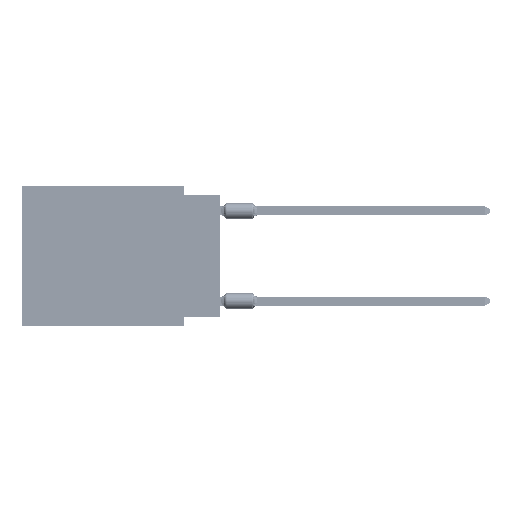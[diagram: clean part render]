
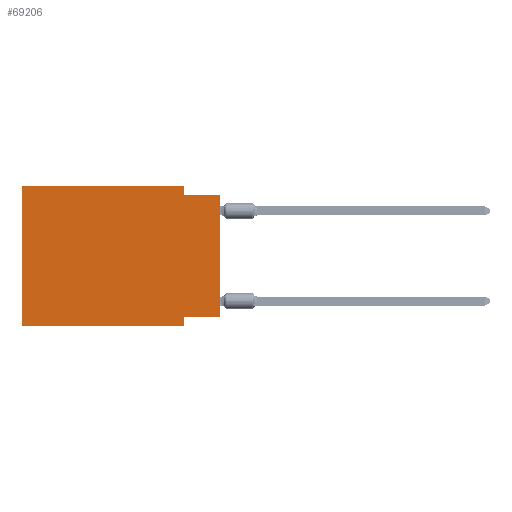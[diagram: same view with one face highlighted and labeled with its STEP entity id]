
A CAD part, left-side view. The second image highlights one B-rep face of the part: STEP entity #69206.
In plain terms, the highlighted planar face has unit normal (-1, 0, 0).
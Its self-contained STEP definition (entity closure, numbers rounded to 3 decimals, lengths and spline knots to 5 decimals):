
#904 = CARTESIAN_POINT ( 'NONE',  ( 0., 0.1, -0.025 ) ) ;
#2059 = EDGE_CURVE ( 'NONE', #84624, #82415, #67218, .T. ) ;
#6302 = CARTESIAN_POINT ( 'NONE',  ( 0., 0.55, -0.39 ) ) ;
#6952 = CARTESIAN_POINT ( 'NONE',  ( 0., 0.55, -0.39 ) ) ;
#7827 = LINE ( 'NONE', #28354, #86623 ) ;
#9435 = EDGE_CURVE ( 'NONE', #76035, #82415, #26802, .T. ) ;
#11547 = ORIENTED_EDGE ( 'NONE', *, *, #56734, .T. ) ;
#12920 = VECTOR ( 'NONE', #35980, 39.37008 ) ;
#17530 = CARTESIAN_POINT ( 'NONE',  ( 0., 0.55, 0. ) ) ;
#18202 = FACE_OUTER_BOUND ( 'NONE', #86255, .T. ) ;
#18409 = VERTEX_POINT ( 'NONE', #904 ) ;
#18588 = DIRECTION ( 'NONE',  ( 0., 1., 0. ) ) ;
#19524 = DIRECTION ( 'NONE',  ( 0., -1., 0. ) ) ;
#20222 = CARTESIAN_POINT ( 'NONE',  ( 0., 0.1, -0.39 ) ) ;
#21875 = CARTESIAN_POINT ( 'NONE',  ( 0., 0.1, 0. ) ) ;
#23932 = LINE ( 'NONE', #17530, #53627 ) ;
#24145 = DIRECTION ( 'NONE',  ( 0., 0., -1. ) ) ;
#25369 = AXIS2_PLACEMENT_3D ( 'NONE', #33244, #87917, #24145 ) ;
#26802 = LINE ( 'NONE', #6302, #52349 ) ;
#27518 = EDGE_CURVE ( 'NONE', #18409, #78985, #7827, .T. ) ;
#28354 = CARTESIAN_POINT ( 'NONE',  ( 0., 0., -0.025 ) ) ;
#29078 = CARTESIAN_POINT ( 'NONE',  ( 0., 0.1, -0.39 ) ) ;
#29151 = VECTOR ( 'NONE', #89484, 39.37008 ) ;
#29161 = CARTESIAN_POINT ( 'NONE',  ( 0., 0., -0.025 ) ) ;
#29180 = DIRECTION ( 'NONE',  ( 0., 0., -1. ) ) ;
#29219 = CARTESIAN_POINT ( 'NONE',  ( 0., 0., 0. ) ) ;
#33244 = CARTESIAN_POINT ( 'NONE',  ( 0., 0.55, 0. ) ) ;
#34653 = ORIENTED_EDGE ( 'NONE', *, *, #27518, .F. ) ;
#35980 = DIRECTION ( 'NONE',  ( 0., -1., 0. ) ) ;
#38484 = ORIENTED_EDGE ( 'NONE', *, *, #76501, .F. ) ;
#45147 = PLANE ( 'NONE',  #25369 ) ;
#47313 = ORIENTED_EDGE ( 'NONE', *, *, #2059, .F. ) ;
#48297 = EDGE_CURVE ( 'NONE', #66648, #84624, #53261, .T. ) ;
#49397 = VECTOR ( 'NONE', #29180, 39.37008 ) ;
#50561 = CARTESIAN_POINT ( 'NONE',  ( 0., 0.55, 0. ) ) ;
#52349 = VECTOR ( 'NONE', #19524, 39.37008 ) ;
#53261 = LINE ( 'NONE', #81020, #68826 ) ;
#53627 = VECTOR ( 'NONE', #88137, 39.37008 ) ;
#56107 = EDGE_CURVE ( 'NONE', #76035, #60526, #23932, .T. ) ;
#56734 = EDGE_CURVE ( 'NONE', #66648, #78985, #85246, .T. ) ;
#58422 = EDGE_CURVE ( 'NONE', #60526, #74315, #85156, .T. ) ;
#59321 = ORIENTED_EDGE ( 'NONE', *, *, #48297, .F. ) ;
#60526 = VERTEX_POINT ( 'NONE', #69556 ) ;
#62524 = CARTESIAN_POINT ( 'NONE',  ( 0., 0., -0.365 ) ) ;
#63838 = DIRECTION ( 'NONE',  ( 0., 0., 1. ) ) ;
#63886 = VECTOR ( 'NONE', #63838, 39.37008 ) ;
#66648 = VERTEX_POINT ( 'NONE', #62524 ) ;
#66889 = ORIENTED_EDGE ( 'NONE', *, *, #56107, .F. ) ;
#67218 = LINE ( 'NONE', #20222, #29151 ) ;
#68826 = VECTOR ( 'NONE', #18588, 39.37008 ) ;
#69206 = ADVANCED_FACE ( 'NONE', ( #18202 ), #45147, .F. ) ;
#69396 = CARTESIAN_POINT ( 'NONE',  ( 0., 0.1, -0.365 ) ) ;
#69556 = CARTESIAN_POINT ( 'NONE',  ( 0., 0.55, 0. ) ) ;
#70007 = CARTESIAN_POINT ( 'NONE',  ( 0., 0.1, 0. ) ) ;
#74315 = VERTEX_POINT ( 'NONE', #70007 ) ;
#76035 = VERTEX_POINT ( 'NONE', #6952 ) ;
#76129 = ORIENTED_EDGE ( 'NONE', *, *, #58422, .F. ) ;
#76501 = EDGE_CURVE ( 'NONE', #74315, #18409, #77928, .T. ) ;
#77928 = LINE ( 'NONE', #21875, #49397 ) ;
#78985 = VERTEX_POINT ( 'NONE', #29161 ) ;
#81020 = CARTESIAN_POINT ( 'NONE',  ( 0., 0., -0.365 ) ) ;
#82415 = VERTEX_POINT ( 'NONE', #29078 ) ;
#84624 = VERTEX_POINT ( 'NONE', #69396 ) ;
#85156 = LINE ( 'NONE', #50561, #12920 ) ;
#85246 = LINE ( 'NONE', #29219, #63886 ) ;
#85292 = DIRECTION ( 'NONE',  ( 0., -1., 0. ) ) ;
#85996 = ORIENTED_EDGE ( 'NONE', *, *, #9435, .T. ) ;
#86255 = EDGE_LOOP ( 'NONE', ( #11547, #34653, #38484, #76129, #66889, #85996, #47313, #59321 ) ) ;
#86623 = VECTOR ( 'NONE', #85292, 39.37008 ) ;
#87917 = DIRECTION ( 'NONE',  ( 1., 0., 0. ) ) ;
#88137 = DIRECTION ( 'NONE',  ( 0., 0., 1. ) ) ;
#89484 = DIRECTION ( 'NONE',  ( 0., 0., -1. ) ) ;
